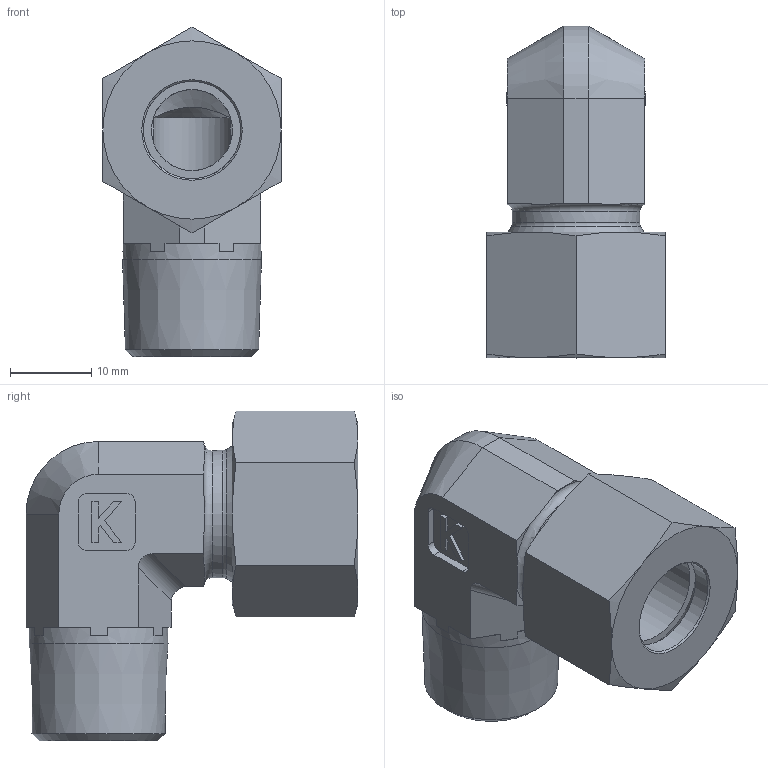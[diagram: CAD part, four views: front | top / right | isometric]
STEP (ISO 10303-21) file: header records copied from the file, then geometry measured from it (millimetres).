
FILE_DESCRIPTION((''),'2;1');
FILE_NAME('24002123818.stp','2014-08-26T10:53:44',(''),('KNOMI spol. s r. o.'),'Autodesk Inventor 2012','Autodesk Inventor 2012','');
FILE_SCHEMA(('AUTOMOTIVE_DESIGN { 1 2 10303 214 0 1 1 1 }'));
Length unit declared in the file: millimetre
Products named in the file (4): LHCR2K 12LRkuž R1/4/M18x1; 23002 123818; 3911218; 40112
Assembly tree (3 placements, depth 2):
  LHCR2K 12LRkuž R1/4/M18x1
    23002 123818
    3911218
    40112
Bounding box: 22 x 40.95 x 40.7 mm (x, y, z)
Volume: 11842 mm3; surface area: 8180 mm2
Topology: 3 solids, 3 shells, 122 faces, 303 edges, 196 vertices
Faces by surface type: plane 63, cone 33, cylinder 23, torus 3
Full cylindrical faces by diameter (mm): 10 x2, 12 x3, 14.3 x1, 15.7 x1, 16 x1, 16.376 x1, 17.131 x1, 18 x1
Entity records: 3694 total; most frequent: CARTESIAN_POINT 714, DIRECTION 584, ORIENTED_EDGE 522, EDGE_CURVE 261, AXIS2_PLACEMENT_3D 223, VERTEX_POINT 175, EDGE_LOOP 158, VECTOR 138
